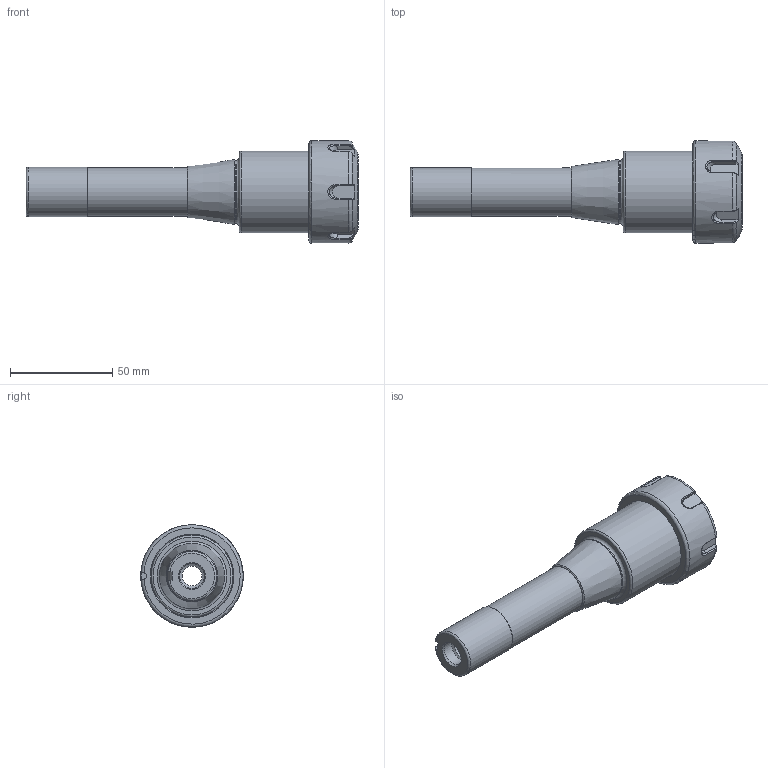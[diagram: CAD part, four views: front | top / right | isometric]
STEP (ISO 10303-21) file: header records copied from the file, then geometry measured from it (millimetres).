
FILE_DESCRIPTION(/* description */ (''),/* implementation_level */ '2;1');
FILE_NAME(/* name */ 'R8-ER32.stp',/* time_stamp */ '2024-06-11T10:55:10+08:00',/* author */ ('Administrator'),/* organization */ (''),/* preprocessor_version */ 'ST-DEVELOPER v20',/* originating_system */ 'Autodesk Inventor 2025',/* authorisation */ '');
FILE_SCHEMA (('AUTOMOTIVE_DESIGN { 1 0 10303 214 3 1 1 }'));
Length unit declared in the file: millimetre
Products named in the file (3): R8-ER32; R8-ER32_1; 金杰   ER32UM   单偏心压帽
Assembly tree (2 placements, depth 2):
  R8-ER32
    R8-ER32_1
    金杰   ER32UM   单偏心压帽
Bounding box: 162 x 50 x 50 mm (x, y, z)
Volume: 95204.2 mm3; surface area: 31432.6 mm2
Topology: 2 solids, 2 shells, 149 faces, 391 edges, 250 vertices
Faces by surface type: bspline 60, plane 47, cylinder 15, torus 14, cone 13
Full cylindrical faces by diameter (mm): 9.728 x1, 12 x1, 23.5 x1, 25.5 x1, 27 x1, 31.15 x1, 32.7 x1, 38.376 x1, 40 x1, 41 x1, 50 x1
Entity records: 6234 total; most frequent: CARTESIAN_POINT 2846, ORIENTED_EDGE 782, DIRECTION 515, EDGE_CURVE 391, VERTEX_POINT 250, AXIS2_PLACEMENT_3D 183, EDGE_LOOP 157, LINE 149
